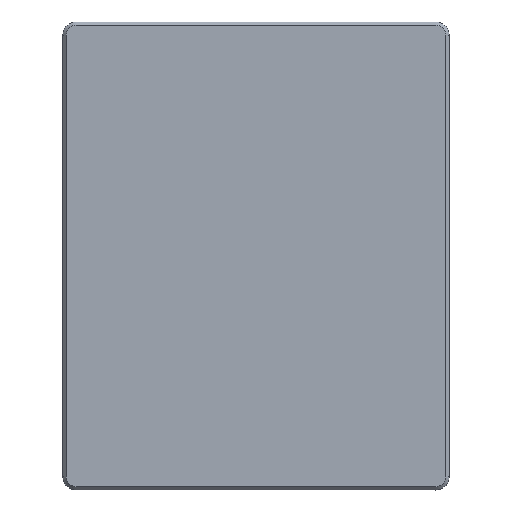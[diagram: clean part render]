
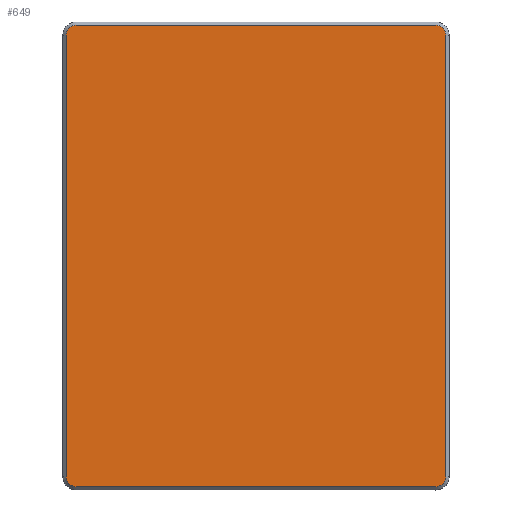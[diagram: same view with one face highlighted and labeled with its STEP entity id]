
A CAD part, top view. The second image highlights one B-rep face of the part: STEP entity #649.
In plain terms, the highlighted planar face has unit normal (0, 0, 1).
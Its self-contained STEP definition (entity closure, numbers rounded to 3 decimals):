
#26 = EDGE_CURVE ( 'NONE', #693, #343, #369, .T. ) ;
#29 = VERTEX_POINT ( 'NONE', #342 ) ;
#36 = DIRECTION ( 'NONE',  ( -1., 0., 0. ) ) ;
#51 = VECTOR ( 'NONE', #36, 1000. ) ;
#72 = CARTESIAN_POINT ( 'NONE',  ( 0.785, 0.944, 110.54 ) ) ;
#140 = VECTOR ( 'NONE', #753, 1000. ) ;
#142 = DIRECTION ( 'NONE',  ( 0., 0., -1. ) ) ;
#160 = VERTEX_POINT ( 'NONE', #500 ) ;
#165 = DIRECTION ( 'NONE',  ( 0., 0., -1. ) ) ;
#172 = VECTOR ( 'NONE', #1004, 1000. ) ;
#175 = FACE_OUTER_BOUND ( 'NONE', #736, .T. ) ;
#188 = CARTESIAN_POINT ( 'NONE',  ( 28.347, 0.944, 110.54 ) ) ;
#215 = CARTESIAN_POINT ( 'NONE',  ( 28.347, -32.945, 110.54 ) ) ;
#242 = CARTESIAN_POINT ( 'NONE',  ( 0.785, -34.445, 110.54 ) ) ;
#249 = EDGE_CURVE ( 'NONE', #343, #323, #1141, .T. ) ;
#273 = ORIENTED_EDGE ( 'NONE', *, *, #249, .F. ) ;
#281 = DIRECTION ( 'NONE',  ( -1., 0., 0. ) ) ;
#303 = DIRECTION ( 'NONE',  ( -1., 0., 0. ) ) ;
#320 = VECTOR ( 'NONE', #607, 1000. ) ;
#323 = VERTEX_POINT ( 'NONE', #215 ) ;
#331 = CARTESIAN_POINT ( 'NONE',  ( 28.347, 32.945, 110.54 ) ) ;
#335 = CARTESIAN_POINT ( 'NONE',  ( 0.785, 34.445, 110.54 ) ) ;
#341 = LINE ( 'NONE', #242, #51 ) ;
#342 = CARTESIAN_POINT ( 'NONE',  ( -28.347, 32.945, 110.54 ) ) ;
#343 = VERTEX_POINT ( 'NONE', #331 ) ;
#355 = CARTESIAN_POINT ( 'NONE',  ( -26.847, -32.945, 110.54 ) ) ;
#369 = CIRCLE ( 'NONE', #602, 1.5 ) ;
#380 = CARTESIAN_POINT ( 'NONE',  ( -28.347, -32.945, 110.54 ) ) ;
#409 = DIRECTION ( 'NONE',  ( -1., 0., 0. ) ) ;
#421 = VERTEX_POINT ( 'NONE', #1101 ) ;
#423 = CARTESIAN_POINT ( 'NONE',  ( 26.847, 34.445, 110.54 ) ) ;
#424 = AXIS2_PLACEMENT_3D ( 'NONE', #355, #774, #281 ) ;
#432 = CIRCLE ( 'NONE', #857, 1.5 ) ;
#454 = VERTEX_POINT ( 'NONE', #966 ) ;
#481 = ORIENTED_EDGE ( 'NONE', *, *, #605, .F. ) ;
#483 = CARTESIAN_POINT ( 'NONE',  ( -28.347, 0.944, 110.54 ) ) ;
#498 = EDGE_CURVE ( 'NONE', #454, #561, #711, .T. ) ;
#500 = CARTESIAN_POINT ( 'NONE',  ( -26.847, 34.445, 110.54 ) ) ;
#525 = LINE ( 'NONE', #335, #140 ) ;
#559 = ORIENTED_EDGE ( 'NONE', *, *, #26, .F. ) ;
#561 = VERTEX_POINT ( 'NONE', #380 ) ;
#586 = EDGE_CURVE ( 'NONE', #323, #421, #432, .T. ) ;
#587 = DIRECTION ( 'NONE',  ( -1., 0., 0. ) ) ;
#594 = PLANE ( 'NONE',  #684 ) ;
#602 = AXIS2_PLACEMENT_3D ( 'NONE', #868, #142, #877 ) ;
#605 = EDGE_CURVE ( 'NONE', #561, #29, #697, .T. ) ;
#607 = DIRECTION ( 'NONE',  ( 0., -1., 0. ) ) ;
#617 = CIRCLE ( 'NONE', #1157, 1.5 ) ;
#642 = ORIENTED_EDGE ( 'NONE', *, *, #498, .F. ) ;
#649 = ADVANCED_FACE ( 'NONE', ( #175 ), #594, .F. ) ;
#684 = AXIS2_PLACEMENT_3D ( 'NONE', #72, #1340, #409 ) ;
#687 = ORIENTED_EDGE ( 'NONE', *, *, #1115, .F. ) ;
#693 = VERTEX_POINT ( 'NONE', #423 ) ;
#697 = LINE ( 'NONE', #483, #172 ) ;
#711 = CIRCLE ( 'NONE', #424, 1.5 ) ;
#736 = EDGE_LOOP ( 'NONE', ( #642, #1187, #1357, #273, #559, #962, #687, #481 ) ) ;
#753 = DIRECTION ( 'NONE',  ( 1., 0., 0. ) ) ;
#774 = DIRECTION ( 'NONE',  ( 0., 0., -1. ) ) ;
#852 = CARTESIAN_POINT ( 'NONE',  ( -26.847, 32.945, 110.54 ) ) ;
#857 = AXIS2_PLACEMENT_3D ( 'NONE', #1120, #165, #587 ) ;
#868 = CARTESIAN_POINT ( 'NONE',  ( 26.847, 32.945, 110.54 ) ) ;
#877 = DIRECTION ( 'NONE',  ( 0., 1., 0. ) ) ;
#962 = ORIENTED_EDGE ( 'NONE', *, *, #1214, .F. ) ;
#966 = CARTESIAN_POINT ( 'NONE',  ( -26.847, -34.445, 110.54 ) ) ;
#1004 = DIRECTION ( 'NONE',  ( 0., 1., 0. ) ) ;
#1101 = CARTESIAN_POINT ( 'NONE',  ( 26.847, -34.445, 110.54 ) ) ;
#1115 = EDGE_CURVE ( 'NONE', #29, #160, #617, .T. ) ;
#1120 = CARTESIAN_POINT ( 'NONE',  ( 26.847, -32.945, 110.54 ) ) ;
#1141 = LINE ( 'NONE', #188, #320 ) ;
#1157 = AXIS2_PLACEMENT_3D ( 'NONE', #852, #1254, #303 ) ;
#1187 = ORIENTED_EDGE ( 'NONE', *, *, #1286, .F. ) ;
#1214 = EDGE_CURVE ( 'NONE', #160, #693, #525, .T. ) ;
#1254 = DIRECTION ( 'NONE',  ( 0., 0., -1. ) ) ;
#1286 = EDGE_CURVE ( 'NONE', #421, #454, #341, .T. ) ;
#1340 = DIRECTION ( 'NONE',  ( 0., 0., -1. ) ) ;
#1357 = ORIENTED_EDGE ( 'NONE', *, *, #586, .F. ) ;
